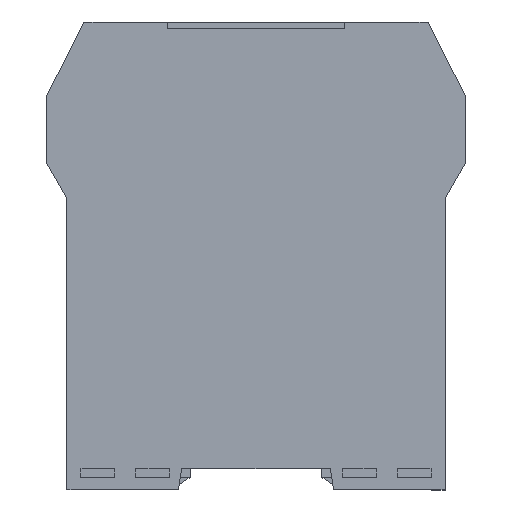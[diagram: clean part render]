
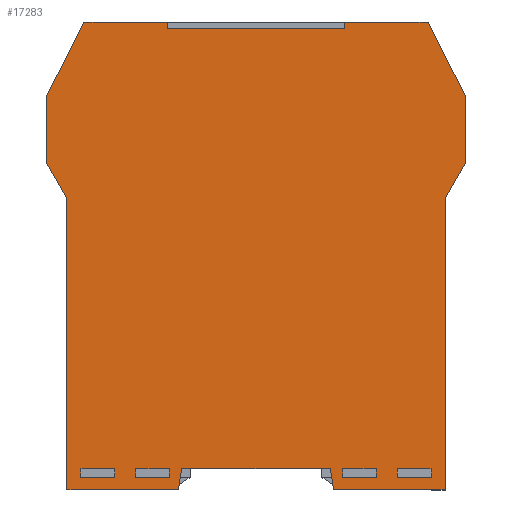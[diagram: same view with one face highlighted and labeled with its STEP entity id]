
A CAD part, top view. The second image highlights one B-rep face of the part: STEP entity #17283.
In plain terms, the highlighted planar face has unit normal (0, 0, 1).
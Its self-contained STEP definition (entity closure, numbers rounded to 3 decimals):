
#741=LINE('',#24670,#2855);
#745=LINE('',#24679,#2859);
#749=LINE('',#24688,#2863);
#753=LINE('',#24697,#2867);
#767=LINE('',#24726,#2881);
#771=LINE('',#24735,#2885);
#775=LINE('',#24744,#2889);
#779=LINE('',#24753,#2893);
#799=LINE('',#24791,#2913);
#810=LINE('',#24813,#2924);
#823=LINE('',#24837,#2937);
#834=LINE('',#24857,#2948);
#842=LINE('',#24873,#2956);
#869=LINE('',#24939,#2983);
#871=LINE('',#24944,#2985);
#1257=LINE('',#25759,#3371);
#1260=LINE('',#25764,#3374);
#1262=LINE('',#25769,#3376);
#1264=LINE('',#25775,#3378);
#1266=LINE('',#25779,#3380);
#1268=LINE('',#25783,#3382);
#1270=LINE('',#25786,#3384);
#1271=LINE('',#25788,#3385);
#1272=LINE('',#25791,#3386);
#1274=LINE('',#25794,#3388);
#1275=LINE('',#25795,#3389);
#1276=LINE('',#25796,#3390);
#1277=LINE('',#25797,#3391);
#1278=LINE('',#25798,#3392);
#1280=LINE('',#25802,#3394);
#1282=LINE('',#25806,#3396);
#1284=LINE('',#25810,#3398);
#1286=LINE('',#25814,#3400);
#1288=LINE('',#25817,#3402);
#2855=VECTOR('',#19868,10.);
#2859=VECTOR('',#19874,10.);
#2863=VECTOR('',#19880,10.);
#2867=VECTOR('',#19886,10.);
#2881=VECTOR('',#19906,10.);
#2885=VECTOR('',#19912,10.);
#2889=VECTOR('',#19918,10.);
#2893=VECTOR('',#19924,10.);
#2913=VECTOR('',#19952,10.);
#2924=VECTOR('',#19971,10.);
#2937=VECTOR('',#19994,10.);
#2948=VECTOR('',#20013,10.);
#2956=VECTOR('',#20029,10.);
#2983=VECTOR('',#20072,10.);
#2985=VECTOR('',#20076,10.);
#3371=VECTOR('',#20840,10.);
#3374=VECTOR('',#20845,10.);
#3376=VECTOR('',#20849,10.);
#3378=VECTOR('',#20857,10.);
#3380=VECTOR('',#20861,10.);
#3382=VECTOR('',#20865,10.);
#3384=VECTOR('',#20869,10.);
#3385=VECTOR('',#20872,10.);
#3386=VECTOR('',#20875,10.);
#3388=VECTOR('',#20879,10.);
#3389=VECTOR('',#20880,10.);
#3390=VECTOR('',#20881,10.);
#3391=VECTOR('',#20882,10.);
#3392=VECTOR('',#20883,10.);
#3394=VECTOR('',#20887,10.);
#3396=VECTOR('',#20891,10.);
#3398=VECTOR('',#20895,10.);
#3400=VECTOR('',#20899,10.);
#3402=VECTOR('',#20903,10.);
#4963=PLANE('',#18414);
#5504=FACE_BOUND('',#6863,.T.);
#5505=FACE_BOUND('',#6864,.T.);
#5506=FACE_BOUND('',#6865,.T.);
#5507=FACE_BOUND('',#6866,.T.);
#5901=FACE_OUTER_BOUND('',#6862,.T.);
#6862=EDGE_LOOP('',(#13701,#13702,#13703,#13704,#13705,#13706,#13707,#13708,
#13709,#13710,#13711,#13712,#13713,#13714,#13715,#13716,#13717,#13718));
#6863=EDGE_LOOP('',(#13719,#13720,#13721,#13722));
#6864=EDGE_LOOP('',(#13723,#13724,#13725,#13726));
#6865=EDGE_LOOP('',(#13727,#13728,#13729,#13730));
#6866=EDGE_LOOP('',(#13731,#13732,#13733,#13734));
#8145=VERTEX_POINT('',#24668);
#8146=VERTEX_POINT('',#24669);
#8149=VERTEX_POINT('',#24677);
#8150=VERTEX_POINT('',#24678);
#8153=VERTEX_POINT('',#24686);
#8154=VERTEX_POINT('',#24687);
#8157=VERTEX_POINT('',#24695);
#8158=VERTEX_POINT('',#24696);
#8169=VERTEX_POINT('',#24724);
#8170=VERTEX_POINT('',#24725);
#8173=VERTEX_POINT('',#24733);
#8174=VERTEX_POINT('',#24734);
#8177=VERTEX_POINT('',#24742);
#8178=VERTEX_POINT('',#24743);
#8181=VERTEX_POINT('',#24751);
#8182=VERTEX_POINT('',#24752);
#8217=VERTEX_POINT('',#24870);
#8218=VERTEX_POINT('',#24872);
#8249=VERTEX_POINT('',#24937);
#8250=VERTEX_POINT('',#24941);
#8251=VERTEX_POINT('',#24943);
#8490=VERTEX_POINT('',#25756);
#8491=VERTEX_POINT('',#25758);
#8492=VERTEX_POINT('',#25762);
#8493=VERTEX_POINT('',#25766);
#8494=VERTEX_POINT('',#25768);
#8495=VERTEX_POINT('',#25774);
#8496=VERTEX_POINT('',#25778);
#8497=VERTEX_POINT('',#25782);
#8498=VERTEX_POINT('',#25790);
#8499=VERTEX_POINT('',#25801);
#8500=VERTEX_POINT('',#25805);
#8501=VERTEX_POINT('',#25809);
#8502=VERTEX_POINT('',#25813);
#9832=EDGE_CURVE('',#8145,#8146,#741,.T.);
#9836=EDGE_CURVE('',#8149,#8150,#745,.T.);
#9840=EDGE_CURVE('',#8153,#8154,#749,.T.);
#9844=EDGE_CURVE('',#8157,#8158,#753,.T.);
#9858=EDGE_CURVE('',#8169,#8170,#767,.T.);
#9862=EDGE_CURVE('',#8173,#8174,#771,.T.);
#9866=EDGE_CURVE('',#8177,#8178,#775,.T.);
#9870=EDGE_CURVE('',#8181,#8182,#779,.T.);
#9890=EDGE_CURVE('',#8158,#8153,#799,.T.);
#9901=EDGE_CURVE('',#8150,#8145,#810,.T.);
#9914=EDGE_CURVE('',#8174,#8169,#823,.T.);
#9925=EDGE_CURVE('',#8182,#8177,#834,.T.);
#9933=EDGE_CURVE('',#8217,#8218,#842,.T.);
#9967=EDGE_CURVE('',#8249,#8217,#869,.T.);
#9969=EDGE_CURVE('',#8250,#8251,#871,.T.);
#10373=EDGE_CURVE('',#8490,#8491,#1257,.T.);
#10376=EDGE_CURVE('',#8492,#8490,#1260,.T.);
#10378=EDGE_CURVE('',#8493,#8494,#1262,.T.);
#10380=EDGE_CURVE('',#8494,#8495,#1264,.T.);
#10382=EDGE_CURVE('',#8495,#8496,#1266,.T.);
#10384=EDGE_CURVE('',#8496,#8497,#1268,.T.);
#10386=EDGE_CURVE('',#8497,#8492,#1270,.T.);
#10387=EDGE_CURVE('',#8491,#8249,#1271,.T.);
#10388=EDGE_CURVE('',#8218,#8498,#1272,.T.);
#10390=EDGE_CURVE('',#8178,#8181,#1274,.T.);
#10391=EDGE_CURVE('',#8170,#8173,#1275,.T.);
#10392=EDGE_CURVE('',#8498,#8250,#1276,.T.);
#10393=EDGE_CURVE('',#8154,#8157,#1277,.T.);
#10394=EDGE_CURVE('',#8146,#8149,#1278,.T.);
#10396=EDGE_CURVE('',#8251,#8499,#1280,.T.);
#10398=EDGE_CURVE('',#8499,#8500,#1282,.T.);
#10400=EDGE_CURVE('',#8500,#8501,#1284,.T.);
#10402=EDGE_CURVE('',#8501,#8502,#1286,.T.);
#10404=EDGE_CURVE('',#8502,#8493,#1288,.T.);
#13701=ORIENTED_EDGE('',*,*,#10380,.F.);
#13702=ORIENTED_EDGE('',*,*,#10378,.F.);
#13703=ORIENTED_EDGE('',*,*,#10404,.F.);
#13704=ORIENTED_EDGE('',*,*,#10402,.F.);
#13705=ORIENTED_EDGE('',*,*,#10400,.F.);
#13706=ORIENTED_EDGE('',*,*,#10398,.F.);
#13707=ORIENTED_EDGE('',*,*,#10396,.F.);
#13708=ORIENTED_EDGE('',*,*,#9969,.F.);
#13709=ORIENTED_EDGE('',*,*,#10392,.F.);
#13710=ORIENTED_EDGE('',*,*,#10388,.F.);
#13711=ORIENTED_EDGE('',*,*,#9933,.F.);
#13712=ORIENTED_EDGE('',*,*,#9967,.F.);
#13713=ORIENTED_EDGE('',*,*,#10387,.F.);
#13714=ORIENTED_EDGE('',*,*,#10373,.F.);
#13715=ORIENTED_EDGE('',*,*,#10376,.F.);
#13716=ORIENTED_EDGE('',*,*,#10386,.F.);
#13717=ORIENTED_EDGE('',*,*,#10384,.F.);
#13718=ORIENTED_EDGE('',*,*,#10382,.F.);
#13719=ORIENTED_EDGE('',*,*,#9836,.T.);
#13720=ORIENTED_EDGE('',*,*,#9901,.T.);
#13721=ORIENTED_EDGE('',*,*,#9832,.T.);
#13722=ORIENTED_EDGE('',*,*,#10394,.T.);
#13723=ORIENTED_EDGE('',*,*,#9844,.T.);
#13724=ORIENTED_EDGE('',*,*,#9890,.T.);
#13725=ORIENTED_EDGE('',*,*,#9840,.T.);
#13726=ORIENTED_EDGE('',*,*,#10393,.T.);
#13727=ORIENTED_EDGE('',*,*,#9862,.T.);
#13728=ORIENTED_EDGE('',*,*,#9914,.T.);
#13729=ORIENTED_EDGE('',*,*,#9858,.T.);
#13730=ORIENTED_EDGE('',*,*,#10391,.T.);
#13731=ORIENTED_EDGE('',*,*,#9870,.T.);
#13732=ORIENTED_EDGE('',*,*,#9925,.T.);
#13733=ORIENTED_EDGE('',*,*,#9866,.T.);
#13734=ORIENTED_EDGE('',*,*,#10390,.T.);
#17283=ADVANCED_FACE('',(#5901,#5504,#5505,#5506,#5507),#4963,.T.);
#18414=AXIS2_PLACEMENT_3D('',#25818,#20904,#20905);
#19868=DIRECTION('',(0.,1.,0.));
#19874=DIRECTION('',(0.,-1.,0.));
#19880=DIRECTION('',(0.,1.,0.));
#19886=DIRECTION('',(0.,-1.,0.));
#19906=DIRECTION('',(0.,1.,0.));
#19912=DIRECTION('',(0.,-1.,0.));
#19918=DIRECTION('',(0.,1.,0.));
#19924=DIRECTION('',(0.,-1.,0.));
#19952=DIRECTION('',(-1.,0.,0.));
#19971=DIRECTION('',(-1.,0.,0.));
#19994=DIRECTION('',(-1.,0.,0.));
#20013=DIRECTION('',(-1.,0.,0.));
#20029=DIRECTION('',(-1.,0.,0.));
#20072=DIRECTION('',(0.,-1.,0.));
#20076=DIRECTION('',(-0.148,-0.989,0.));
#20840=DIRECTION('',(0.,-1.,0.));
#20845=DIRECTION('',(0.451,-0.892,0.));
#20849=DIRECTION('',(1.,0.,0.));
#20857=DIRECTION('',(0.,-1.,0.));
#20861=DIRECTION('',(1.,0.,0.));
#20865=DIRECTION('',(0.,1.,0.));
#20869=DIRECTION('',(1.,0.,0.));
#20872=DIRECTION('',(-0.49,-0.872,0.));
#20875=DIRECTION('',(-0.148,0.989,0.));
#20879=DIRECTION('',(1.,0.,0.));
#20880=DIRECTION('',(1.,0.,0.));
#20881=DIRECTION('',(-1.,0.,0.));
#20882=DIRECTION('',(1.,0.,0.));
#20883=DIRECTION('',(1.,0.,0.));
#20887=DIRECTION('',(-1.,0.,0.));
#20891=DIRECTION('',(0.,1.,0.));
#20895=DIRECTION('',(-0.49,0.872,0.));
#20899=DIRECTION('',(0.,1.,0.));
#20903=DIRECTION('',(0.451,0.892,0.));
#20904=DIRECTION('center_axis',(0.,0.,1.));
#20905=DIRECTION('ref_axis',(1.,0.,0.));
#24668=CARTESIAN_POINT('',(-0.7,-107.25,8.75));
#24669=CARTESIAN_POINT('',(-0.7,-105.15,8.75));
#24670=CARTESIAN_POINT('',(-0.7,-81.623,8.75));
#24677=CARTESIAN_POINT('',(7.2,-105.15,8.75));
#24678=CARTESIAN_POINT('',(7.2,-107.25,8.75));
#24679=CARTESIAN_POINT('',(7.2,-80.573,8.75));
#24686=CARTESIAN_POINT('',(12.2,-107.25,8.75));
#24687=CARTESIAN_POINT('',(12.2,-105.15,8.75));
#24688=CARTESIAN_POINT('',(12.2,-81.623,8.75));
#24695=CARTESIAN_POINT('',(20.1,-105.15,8.75));
#24696=CARTESIAN_POINT('',(20.1,-107.25,8.75));
#24697=CARTESIAN_POINT('',(20.1,-80.573,8.75));
#24724=CARTESIAN_POINT('',(60.9,-107.25,8.75));
#24725=CARTESIAN_POINT('',(60.9,-105.15,8.75));
#24726=CARTESIAN_POINT('',(60.9,-81.623,8.75));
#24733=CARTESIAN_POINT('',(68.8,-105.15,8.75));
#24734=CARTESIAN_POINT('',(68.8,-107.25,8.75));
#24735=CARTESIAN_POINT('',(68.8,-80.573,8.75));
#24742=CARTESIAN_POINT('',(73.8,-107.25,8.75));
#24743=CARTESIAN_POINT('',(73.8,-105.15,8.75));
#24744=CARTESIAN_POINT('',(73.8,-81.623,8.75));
#24751=CARTESIAN_POINT('',(81.7,-105.15,8.75));
#24752=CARTESIAN_POINT('',(81.7,-107.25,8.75));
#24753=CARTESIAN_POINT('',(81.7,-80.573,8.75));
#24791=CARTESIAN_POINT('',(30.3,-107.25,8.75));
#24813=CARTESIAN_POINT('',(23.85,-107.25,8.75));
#24837=CARTESIAN_POINT('',(54.65,-107.25,8.75));
#24857=CARTESIAN_POINT('',(61.1,-107.25,8.75));
#24870=CARTESIAN_POINT('',(85.,-110.15,8.75));
#24872=CARTESIAN_POINT('',(58.75,-110.15,8.75));
#24873=CARTESIAN_POINT('',(85.,-110.15,8.75));
#24937=CARTESIAN_POINT('',(85.,-41.65,8.75));
#24939=CARTESIAN_POINT('',(85.,-41.65,8.75));
#24941=CARTESIAN_POINT('',(23.,-105.15,8.75));
#24943=CARTESIAN_POINT('',(22.25,-110.15,8.75));
#24944=CARTESIAN_POINT('',(23.,-105.15,8.75));
#25756=CARTESIAN_POINT('',(89.75,-17.3,8.75));
#25758=CARTESIAN_POINT('',(89.75,-33.2,8.75));
#25759=CARTESIAN_POINT('',(89.75,-17.3,8.75));
#25762=CARTESIAN_POINT('',(81.,0.,8.75));
#25764=CARTESIAN_POINT('',(81.,0.,8.75));
#25766=CARTESIAN_POINT('',(0.,0.,8.75));
#25768=CARTESIAN_POINT('',(19.6,0.,8.75));
#25769=CARTESIAN_POINT('',(0.,0.,8.75));
#25774=CARTESIAN_POINT('',(19.6,-1.5,8.75));
#25775=CARTESIAN_POINT('',(19.6,0.,8.75));
#25778=CARTESIAN_POINT('',(61.4,-1.5,8.75));
#25779=CARTESIAN_POINT('',(19.6,-1.5,8.75));
#25782=CARTESIAN_POINT('',(61.4,0.,8.75));
#25783=CARTESIAN_POINT('',(61.4,-1.5,8.75));
#25786=CARTESIAN_POINT('',(61.4,0.,8.75));
#25788=CARTESIAN_POINT('',(89.75,-33.2,8.75));
#25790=CARTESIAN_POINT('',(58.,-105.15,8.75));
#25791=CARTESIAN_POINT('',(58.75,-110.15,8.75));
#25794=CARTESIAN_POINT('',(57.15,-105.15,8.75));
#25795=CARTESIAN_POINT('',(50.7,-105.15,8.75));
#25796=CARTESIAN_POINT('',(58.,-105.15,8.75));
#25797=CARTESIAN_POINT('',(26.35,-105.15,8.75));
#25798=CARTESIAN_POINT('',(19.9,-105.15,8.75));
#25801=CARTESIAN_POINT('',(-4.,-110.15,8.75));
#25802=CARTESIAN_POINT('',(22.25,-110.15,8.75));
#25805=CARTESIAN_POINT('',(-4.,-41.65,8.75));
#25806=CARTESIAN_POINT('',(-4.,-110.15,8.75));
#25809=CARTESIAN_POINT('',(-8.75,-33.2,8.75));
#25810=CARTESIAN_POINT('',(-4.,-41.65,8.75));
#25813=CARTESIAN_POINT('',(-8.75,-17.3,8.75));
#25814=CARTESIAN_POINT('',(-8.75,-33.2,8.75));
#25817=CARTESIAN_POINT('',(-8.75,-17.3,8.75));
#25818=CARTESIAN_POINT('Origin',(40.5,-55.997,8.75));
